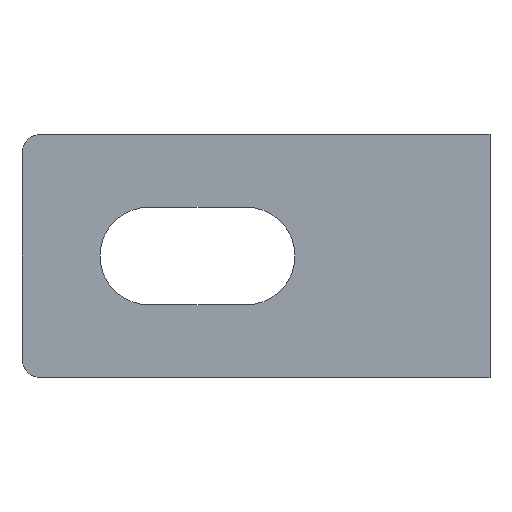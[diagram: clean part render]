
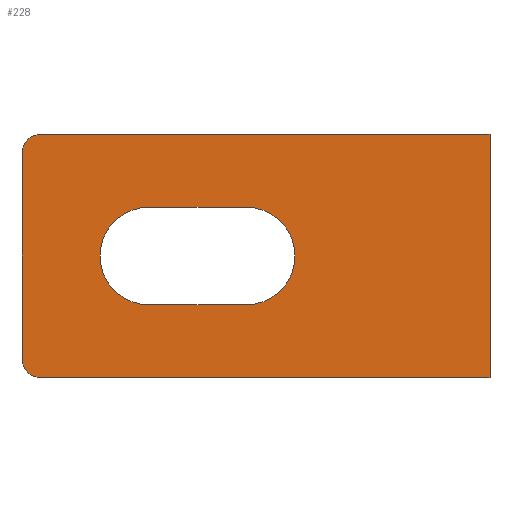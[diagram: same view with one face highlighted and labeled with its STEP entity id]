
A CAD part, front view. The second image highlights one B-rep face of the part: STEP entity #228.
In plain terms, the highlighted planar face has unit normal (0, -1, 0).
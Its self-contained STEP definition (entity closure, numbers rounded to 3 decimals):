
#16=FACE_BOUND('',#54,.T.);
#17=CIRCLE('',#254,5.);
#19=CIRCLE('',#258,5.);
#21=CIRCLE('',#263,2.);
#23=CIRCLE('',#267,2.);
#40=FACE_OUTER_BOUND('',#53,.T.);
#53=EDGE_LOOP('',(#199,#200,#201,#202,#203,#204));
#54=EDGE_LOOP('',(#205,#206,#207,#208));
#55=LINE('',#340,#77);
#60=LINE('',#354,#82);
#63=LINE('',#364,#85);
#67=LINE('',#372,#89);
#71=LINE('',#384,#93);
#75=LINE('',#395,#97);
#77=VECTOR('',#276,10.);
#82=VECTOR('',#289,10.);
#85=VECTOR('',#300,10.);
#89=VECTOR('',#306,10.);
#93=VECTOR('',#318,10.);
#97=VECTOR('',#330,10.);
#99=VERTEX_POINT('',#338);
#100=VERTEX_POINT('',#339);
#103=VERTEX_POINT('',#347);
#105=VERTEX_POINT('',#353);
#107=VERTEX_POINT('',#362);
#108=VERTEX_POINT('',#363);
#111=VERTEX_POINT('',#371);
#113=VERTEX_POINT('',#377);
#115=VERTEX_POINT('',#383);
#117=VERTEX_POINT('',#389);
#119=EDGE_CURVE('',#99,#100,#55,.T.);
#123=EDGE_CURVE('',#103,#99,#17,.T.);
#126=EDGE_CURVE('',#105,#103,#60,.T.);
#129=EDGE_CURVE('',#100,#105,#19,.T.);
#131=EDGE_CURVE('',#107,#108,#63,.T.);
#135=EDGE_CURVE('',#111,#107,#67,.T.);
#138=EDGE_CURVE('',#113,#111,#21,.T.);
#141=EDGE_CURVE('',#115,#113,#71,.T.);
#144=EDGE_CURVE('',#117,#115,#23,.T.);
#147=EDGE_CURVE('',#108,#117,#75,.T.);
#199=ORIENTED_EDGE('',*,*,#147,.F.);
#200=ORIENTED_EDGE('',*,*,#131,.F.);
#201=ORIENTED_EDGE('',*,*,#135,.F.);
#202=ORIENTED_EDGE('',*,*,#138,.F.);
#203=ORIENTED_EDGE('',*,*,#141,.F.);
#204=ORIENTED_EDGE('',*,*,#144,.F.);
#205=ORIENTED_EDGE('',*,*,#129,.F.);
#206=ORIENTED_EDGE('',*,*,#119,.F.);
#207=ORIENTED_EDGE('',*,*,#123,.F.);
#208=ORIENTED_EDGE('',*,*,#126,.F.);
#216=PLANE('',#271);
#228=ADVANCED_FACE('',(#40,#16),#216,.F.);
#254=AXIS2_PLACEMENT_3D('',#348,#282,#283);
#258=AXIS2_PLACEMENT_3D('',#359,#294,#295);
#263=AXIS2_PLACEMENT_3D('',#378,#311,#312);
#267=AXIS2_PLACEMENT_3D('',#390,#323,#324);
#271=AXIS2_PLACEMENT_3D('',#398,#334,#335);
#276=DIRECTION('',(-1.,0.,0.));
#282=DIRECTION('center_axis',(0.,-1.,0.));
#283=DIRECTION('ref_axis',(0.,0.,-1.));
#289=DIRECTION('',(1.,0.,0.));
#294=DIRECTION('center_axis',(0.,-1.,0.));
#295=DIRECTION('ref_axis',(0.,0.,1.));
#300=DIRECTION('',(0.,0.,-1.));
#306=DIRECTION('',(1.,0.,0.));
#311=DIRECTION('center_axis',(0.,1.,0.));
#312=DIRECTION('ref_axis',(-1.,0.,0.));
#318=DIRECTION('',(0.,0.,1.));
#323=DIRECTION('center_axis',(0.,1.,0.));
#324=DIRECTION('ref_axis',(0.,0.,-1.));
#330=DIRECTION('',(-1.,0.,0.));
#334=DIRECTION('center_axis',(0.,1.,0.));
#335=DIRECTION('ref_axis',(0.,0.,1.));
#338=CARTESIAN_POINT('',(-25.,0.,-7.5));
#339=CARTESIAN_POINT('',(-35.,0.,-7.5));
#340=CARTESIAN_POINT('',(-25.,0.,-7.5));
#347=CARTESIAN_POINT('',(-25.,0.,-17.5));
#348=CARTESIAN_POINT('Origin',(-25.,0.,-12.5));
#353=CARTESIAN_POINT('',(-35.,0.,-17.5));
#354=CARTESIAN_POINT('',(-35.,0.,-17.5));
#359=CARTESIAN_POINT('Origin',(-35.,0.,-12.5));
#362=CARTESIAN_POINT('',(0.,0.,0.));
#363=CARTESIAN_POINT('',(0.,0.,-25.));
#364=CARTESIAN_POINT('',(0.,0.,0.));
#371=CARTESIAN_POINT('',(-46.,0.,0.));
#372=CARTESIAN_POINT('',(-46.,0.,0.));
#377=CARTESIAN_POINT('',(-48.,0.,-2.));
#378=CARTESIAN_POINT('Origin',(-46.,0.,-2.));
#383=CARTESIAN_POINT('',(-48.,0.,-23.));
#384=CARTESIAN_POINT('',(-48.,0.,-23.));
#389=CARTESIAN_POINT('',(-46.,0.,-25.));
#390=CARTESIAN_POINT('Origin',(-46.,0.,-23.));
#395=CARTESIAN_POINT('',(0.,0.,-25.));
#398=CARTESIAN_POINT('Origin',(-24.,0.,-12.5));
